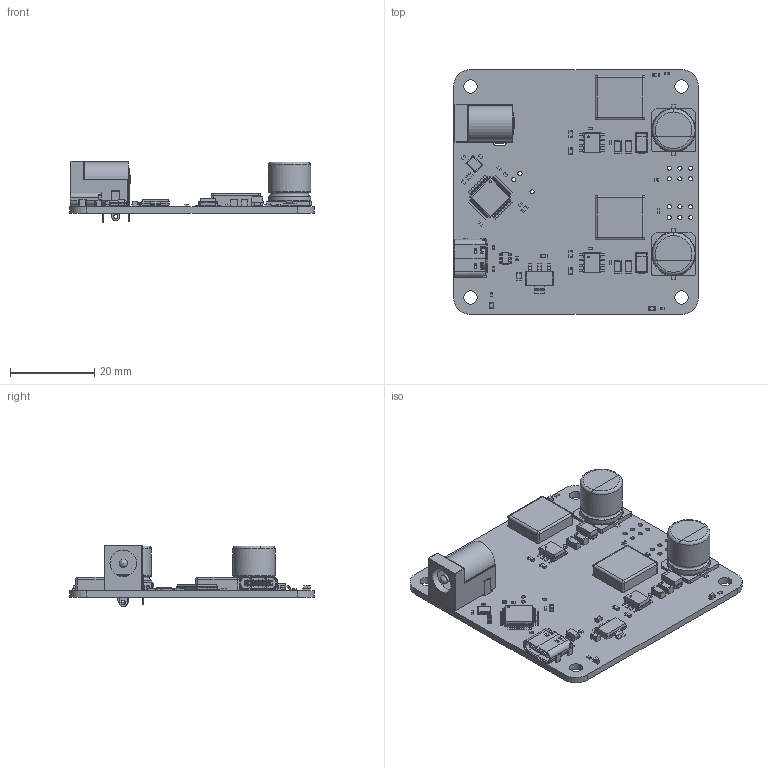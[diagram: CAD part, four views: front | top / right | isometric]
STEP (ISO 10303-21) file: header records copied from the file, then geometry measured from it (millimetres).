
FILE_DESCRIPTION(('KiCad electronic assembly'),'2;1');
FILE_NAME('drs-dev.step','2024-06-14T02:13:34',('Pcbnew'),('Kicad'), 'Open CASCADE STEP processor 7.6','KiCad to STEP converter','Unknown' );
FILE_SCHEMA(('AUTOMOTIVE_DESIGN { 1 0 10303 214 1 1 1 1 }'));
Length unit declared in the file: millimetre
Products named in the file (36): drs-dev 1; C_1206_3216Metric; C_0402_1005Metric; LED_0603_1608Metric; C_0603_1608Metric; L_Coilcraft_XAL1030-XXX; CQ assembly; D_SMA; R_0402_1005Metric; R_0603_1608Metric; C_0805_2012Metric; LQFP-48_7x7mm_P0.5mm; LQFP_48_7x7mm_P05mm; SOT-23-6; SOT_23_6; CP_Elec_10x10.5; CP_Elec_10x105; SO-8_3.9x4.9mm_P1.27mm; BarrelJack_Horizontal; USB_C_Receptacle_GCT_USB4105-xx-A_16P_TopMnt_Horizontal; USB_C_Receptacle_16P_TopMnt_Horizontal_GCT_USB4105-xx-A; SOT-223; SOT_223; Crystal_SMD_3225-4Pin_3.2x2.5mm; _autosave-drs-dev_PCB
Assembly tree (67 placements, depth 3):
  drs-dev 1
    C_1206_3216Metric  x4
      C_1206_3216Metric
    C_0402_1005Metric  x14
      C_0402_1005Metric
    LED_0603_1608Metric  x3
      LED_0603_1608Metric
    C_0603_1608Metric  x2
      C_0603_1608Metric
    L_Coilcraft_XAL1030-XXX  x2
      CQ assembly
    D_SMA  x2
      D_SMA
    R_0402_1005Metric  x7
      R_0402_1005Metric
    R_0603_1608Metric  x4
      R_0603_1608Metric
    C_0805_2012Metric
      C_0805_2012Metric
    LQFP-48_7x7mm_P0.5mm
      LQFP_48_7x7mm_P05mm
    SOT-23-6
      SOT_23_6
    CP_Elec_10x10.5  x2
      CP_Elec_10x105
    SO-8_3.9x4.9mm_P1.27mm  x2
      CQ assembly
    BarrelJack_Horizontal
      BarrelJack_Horizontal
    USB_C_Receptacle_GCT_USB4105-xx-A_16P_TopMnt_Horizontal
      USB_C_Receptacle_16P_TopMnt_Horizontal_GCT_USB4105-xx-A
    SOT-223
      SOT_223
    Crystal_SMD_3225-4Pin_3.2x2.5mm
      Crystal_SMD_3225-4Pin_3.2x2.5mm
    _autosave-drs-dev_PCB
Bounding box: 58 x 58 x 14.6 mm (x, y, z)
Volume: 8764.8 mm3; surface area: 12099.6 mm2
Topology: 111 solids, 111 shells, 3440 faces, 8829 edges, 5649 vertices
Faces by surface type: plane 2301, cylinder 924, bspline 182, sphere 13, torus 8, cone 8, revolution 2, extrusion 2
Full cylindrical faces by diameter (mm): 0.4 x4, 0.5 x3, 0.65 x2, 0.991 x3, 1 x14, 1.5 x2, 2 x2, 3.2 x4, 6.3 x1, 10 x4
Entity records: 87305 total; most frequent: CARTESIAN_POINT 15888, ORIENTED_EDGE 11854, DIRECTION 11364, EDGE_CURVE 5927, VECTOR 4587, LINE 4585, VERTEX_POINT 3764, AXIS2_PLACEMENT_3D 3388
